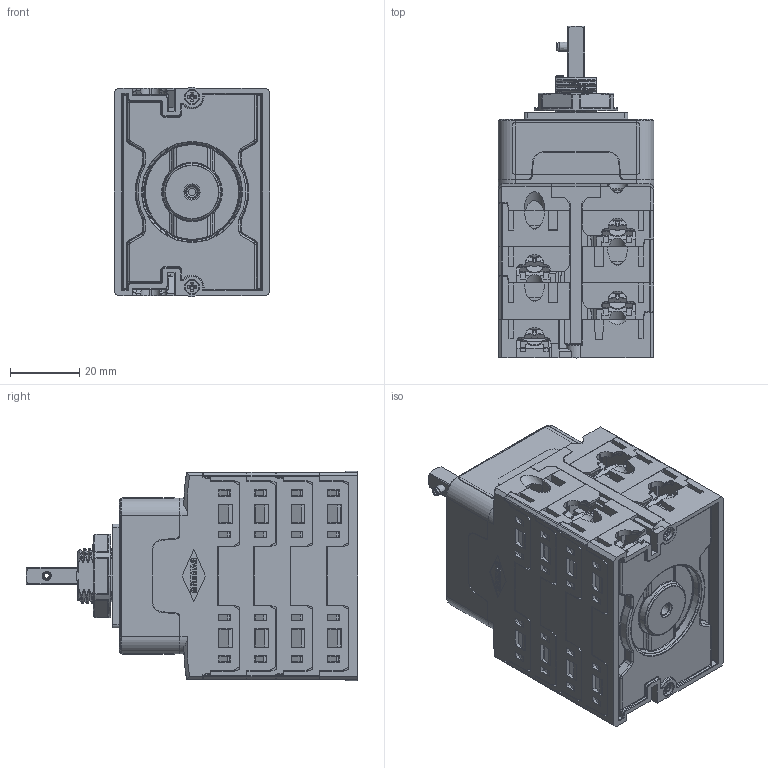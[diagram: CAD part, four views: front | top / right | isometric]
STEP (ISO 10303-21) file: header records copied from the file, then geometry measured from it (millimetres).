
FILE_DESCRIPTION((''),'2;1');
FILE_NAME('VAFK_220A1LS_ASM','2017-11-20T',('civetti_f'),(''),'PRO/ENGINEER BY PARAMETRIC TECHNOLOGY CORPORATION, 2011080','PRO/ENGINEER BY PARAMETRIC TECHNOLOGY CORPORATION, 2011080','');
FILE_SCHEMA(('CONFIG_CONTROL_DESIGN'));
Products named in the file (24): 7163-001; 7163-001-GR0_ASM; 6937; 2006_1; 7164-F; G2099_ASM; 7158; VAGK0FM1AS_ASM; 7093; 7092-002; 6952_A; 6953_A; G_1876_A; G_1876_B; G_1876_ASM; VAGK0SB_ASM; VAGK0IB_ASM; 7222; 6561_010; VAGK-TP-_ASM; 6893-004; 7070_NEUTRA; 7072; VAFK_220A1LS_ASM
Assembly tree (37 placements, depth 4):
  VAFK_220A1LS_ASM
    VAGK0FM1AS_ASM
      7163-001-GR0_ASM
        7163-001
      6937
      2006_1
      G2099_ASM
        7164-F
      7158
    7093
    VAGK0SB_ASM
      7092-002
      6952_A
      6953_A
      G_1876_ASM  x2
        G_1876_A
        G_1876_B
    VAGK0IB_ASM  x2
      7092-002
      6952_A
      6953_A
      G_1876_ASM
        G_1876_A
        G_1876_B
    VAGK-TP-_ASM
      7222
      6952_A
      6953_A
      G_1876_ASM  x2
        G_1876_A
        G_1876_B
      6561_010  x2
    6893-004  x2
    7070_NEUTRA  x2
    7072
Bounding box: 45 x 95.95 x 60.6 mm (x, y, z)
Volume: 161726.9 mm3; surface area: 79536.5 mm2
Topology: 41 solids, 51 shells, 4971 faces, 13134 edges, 8374 vertices
Faces by surface type: plane 3183, cylinder 791, bspline 444, cone 286, torus 143, sphere 104, extrusion 20
Entity records: 136379 total; most frequent: CARTESIAN_POINT 64402, ORIENTED_EDGE 15682, DIRECTION 13631, EDGE_CURVE 7841, VECTOR 5315, LINE 5295, VERTEX_POINT 4950, AXIS2_PLACEMENT_3D 4158
